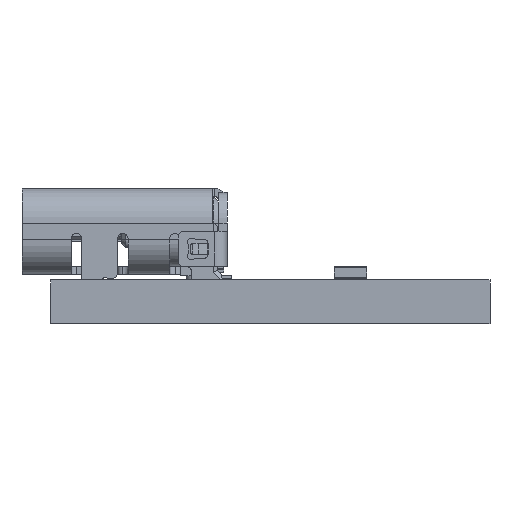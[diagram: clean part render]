
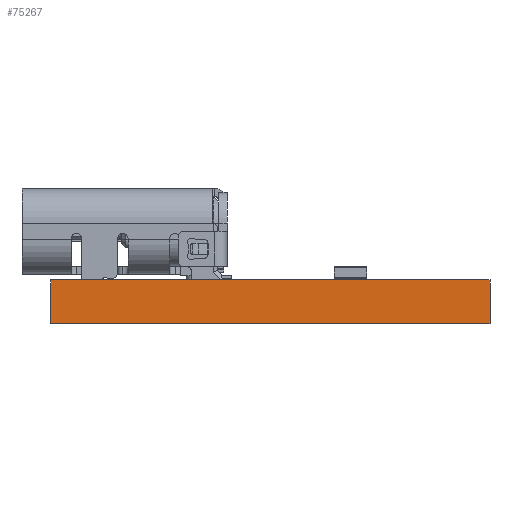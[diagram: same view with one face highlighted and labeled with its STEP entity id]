
A CAD part, front view. The second image highlights one B-rep face of the part: STEP entity #75267.
In plain terms, the highlighted planar face has unit normal (0, -1, 0).
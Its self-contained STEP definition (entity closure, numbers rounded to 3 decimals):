
#75086 = PLANE('',#75087);
#75087 = AXIS2_PLACEMENT_3D('',#75088,#75089,#75090);
#75088 = CARTESIAN_POINT('',(130.,-51.54,0.));
#75089 = DIRECTION('',(1.,0.,0.));
#75090 = DIRECTION('',(0.,-1.,0.));
#75111 = VERTEX_POINT('',#75112);
#75112 = CARTESIAN_POINT('',(130.,-91.259,1.6));
#75126 = PLANE('',#75127);
#75127 = AXIS2_PLACEMENT_3D('',#75128,#75129,#75130);
#75128 = CARTESIAN_POINT('',(138.065,-71.4,1.6));
#75129 = DIRECTION('',(0.,0.,1.));
#75130 = DIRECTION('',(1.,0.,0.));
#75138 = EDGE_CURVE('',#75139,#75111,#75141,.T.);
#75139 = VERTEX_POINT('',#75140);
#75140 = CARTESIAN_POINT('',(130.,-91.259,0.));
#75141 = SURFACE_CURVE('',#75142,(#75146,#75153),.PCURVE_S1.);
#75142 = LINE('',#75143,#75144);
#75143 = CARTESIAN_POINT('',(130.,-91.259,0.));
#75144 = VECTOR('',#75145,1.);
#75145 = DIRECTION('',(0.,0.,1.));
#75146 = PCURVE('',#75086,#75147);
#75147 = DEFINITIONAL_REPRESENTATION('',(#75148),#75152);
#75148 = LINE('',#75149,#75150);
#75149 = CARTESIAN_POINT('',(39.719,0.));
#75150 = VECTOR('',#75151,1.);
#75151 = DIRECTION('',(0.,-1.));
#75152 = ( GEOMETRIC_REPRESENTATION_CONTEXT(2) 
PARAMETRIC_REPRESENTATION_CONTEXT() REPRESENTATION_CONTEXT('2D SPACE',''
  ) );
#75153 = PCURVE('',#75154,#75159);
#75154 = PLANE('',#75155);
#75155 = AXIS2_PLACEMENT_3D('',#75156,#75157,#75158);
#75156 = CARTESIAN_POINT('',(130.,-91.259,0.));
#75157 = DIRECTION('',(0.,1.,0.));
#75158 = DIRECTION('',(1.,0.,0.));
#75159 = DEFINITIONAL_REPRESENTATION('',(#75160),#75164);
#75160 = LINE('',#75161,#75162);
#75161 = CARTESIAN_POINT('',(0.,0.));
#75162 = VECTOR('',#75163,1.);
#75163 = DIRECTION('',(0.,-1.));
#75164 = ( GEOMETRIC_REPRESENTATION_CONTEXT(2) 
PARAMETRIC_REPRESENTATION_CONTEXT() REPRESENTATION_CONTEXT('2D SPACE',''
  ) );
#75180 = PLANE('',#75181);
#75181 = AXIS2_PLACEMENT_3D('',#75182,#75183,#75184);
#75182 = CARTESIAN_POINT('',(138.065,-71.4,0.));
#75183 = DIRECTION('',(0.,0.,1.));
#75184 = DIRECTION('',(1.,0.,0.));
#75213 = PLANE('',#75214);
#75214 = AXIS2_PLACEMENT_3D('',#75215,#75216,#75217);
#75215 = CARTESIAN_POINT('',(146.129,-91.259,0.));
#75216 = DIRECTION('',(-1.,0.,0.));
#75217 = DIRECTION('',(0.,1.,0.));
#75267 = ADVANCED_FACE('',(#75268),#75154,.F.);
#75268 = FACE_BOUND('',#75269,.F.);
#75269 = EDGE_LOOP('',(#75270,#75271,#75294,#75317));
#75270 = ORIENTED_EDGE('',*,*,#75138,.T.);
#75271 = ORIENTED_EDGE('',*,*,#75272,.T.);
#75272 = EDGE_CURVE('',#75111,#75273,#75275,.T.);
#75273 = VERTEX_POINT('',#75274);
#75274 = CARTESIAN_POINT('',(146.129,-91.259,1.6));
#75275 = SURFACE_CURVE('',#75276,(#75280,#75287),.PCURVE_S1.);
#75276 = LINE('',#75277,#75278);
#75277 = CARTESIAN_POINT('',(130.,-91.259,1.6));
#75278 = VECTOR('',#75279,1.);
#75279 = DIRECTION('',(1.,0.,0.));
#75280 = PCURVE('',#75154,#75281);
#75281 = DEFINITIONAL_REPRESENTATION('',(#75282),#75286);
#75282 = LINE('',#75283,#75284);
#75283 = CARTESIAN_POINT('',(0.,-1.6));
#75284 = VECTOR('',#75285,1.);
#75285 = DIRECTION('',(1.,0.));
#75286 = ( GEOMETRIC_REPRESENTATION_CONTEXT(2) 
PARAMETRIC_REPRESENTATION_CONTEXT() REPRESENTATION_CONTEXT('2D SPACE',''
  ) );
#75287 = PCURVE('',#75126,#75288);
#75288 = DEFINITIONAL_REPRESENTATION('',(#75289),#75293);
#75289 = LINE('',#75290,#75291);
#75290 = CARTESIAN_POINT('',(-8.065,-19.86));
#75291 = VECTOR('',#75292,1.);
#75292 = DIRECTION('',(1.,0.));
#75293 = ( GEOMETRIC_REPRESENTATION_CONTEXT(2) 
PARAMETRIC_REPRESENTATION_CONTEXT() REPRESENTATION_CONTEXT('2D SPACE',''
  ) );
#75294 = ORIENTED_EDGE('',*,*,#75295,.F.);
#75295 = EDGE_CURVE('',#75296,#75273,#75298,.T.);
#75296 = VERTEX_POINT('',#75297);
#75297 = CARTESIAN_POINT('',(146.129,-91.259,0.));
#75298 = SURFACE_CURVE('',#75299,(#75303,#75310),.PCURVE_S1.);
#75299 = LINE('',#75300,#75301);
#75300 = CARTESIAN_POINT('',(146.129,-91.259,0.));
#75301 = VECTOR('',#75302,1.);
#75302 = DIRECTION('',(0.,0.,1.));
#75303 = PCURVE('',#75154,#75304);
#75304 = DEFINITIONAL_REPRESENTATION('',(#75305),#75309);
#75305 = LINE('',#75306,#75307);
#75306 = CARTESIAN_POINT('',(16.129,0.));
#75307 = VECTOR('',#75308,1.);
#75308 = DIRECTION('',(0.,-1.));
#75309 = ( GEOMETRIC_REPRESENTATION_CONTEXT(2) 
PARAMETRIC_REPRESENTATION_CONTEXT() REPRESENTATION_CONTEXT('2D SPACE',''
  ) );
#75310 = PCURVE('',#75213,#75311);
#75311 = DEFINITIONAL_REPRESENTATION('',(#75312),#75316);
#75312 = LINE('',#75313,#75314);
#75313 = CARTESIAN_POINT('',(0.,0.));
#75314 = VECTOR('',#75315,1.);
#75315 = DIRECTION('',(0.,-1.));
#75316 = ( GEOMETRIC_REPRESENTATION_CONTEXT(2) 
PARAMETRIC_REPRESENTATION_CONTEXT() REPRESENTATION_CONTEXT('2D SPACE',''
  ) );
#75317 = ORIENTED_EDGE('',*,*,#75318,.F.);
#75318 = EDGE_CURVE('',#75139,#75296,#75319,.T.);
#75319 = SURFACE_CURVE('',#75320,(#75324,#75331),.PCURVE_S1.);
#75320 = LINE('',#75321,#75322);
#75321 = CARTESIAN_POINT('',(130.,-91.259,0.));
#75322 = VECTOR('',#75323,1.);
#75323 = DIRECTION('',(1.,0.,0.));
#75324 = PCURVE('',#75154,#75325);
#75325 = DEFINITIONAL_REPRESENTATION('',(#75326),#75330);
#75326 = LINE('',#75327,#75328);
#75327 = CARTESIAN_POINT('',(0.,0.));
#75328 = VECTOR('',#75329,1.);
#75329 = DIRECTION('',(1.,0.));
#75330 = ( GEOMETRIC_REPRESENTATION_CONTEXT(2) 
PARAMETRIC_REPRESENTATION_CONTEXT() REPRESENTATION_CONTEXT('2D SPACE',''
  ) );
#75331 = PCURVE('',#75180,#75332);
#75332 = DEFINITIONAL_REPRESENTATION('',(#75333),#75337);
#75333 = LINE('',#75334,#75335);
#75334 = CARTESIAN_POINT('',(-8.065,-19.86));
#75335 = VECTOR('',#75336,1.);
#75336 = DIRECTION('',(1.,0.));
#75337 = ( GEOMETRIC_REPRESENTATION_CONTEXT(2) 
PARAMETRIC_REPRESENTATION_CONTEXT() REPRESENTATION_CONTEXT('2D SPACE',''
  ) );
